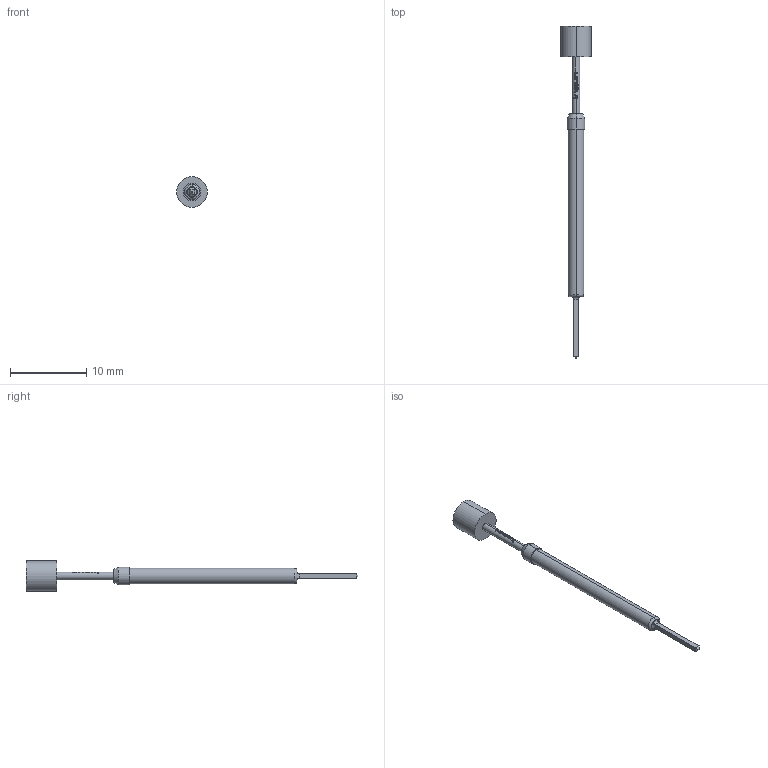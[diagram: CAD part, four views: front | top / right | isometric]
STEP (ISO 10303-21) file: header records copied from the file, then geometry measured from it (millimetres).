
FILE_DESCRIPTION (( 'STEP AP203' ), '1' );
FILE_NAME ('INGUN_GKS-102_250_400_P_xx02_W.STEP', '2021-11-02T09:13:17', ( 'ochi' ), ( '' ), 'SwSTEP 2.0', 'SolidWorks 2018', '' );
FILE_SCHEMA (( 'CONFIG_CONTROL_DESIGN' ));
Length unit declared in the file: millimetre
Products named in the file (1): INGUN_GKS-102_250_400_P_xx02_W
Bounding box: 4 x 43.5 x 4 mm (x, y, z)
Volume: 136.1 mm3; surface area: 275.3 mm2
Topology: 1 solids, 1 shells, 122 faces, 324 edges, 208 vertices
Faces by surface type: plane 57, cylinder 31, bspline 30, torus 2, cone 2
Entity records: 4891 total; most frequent: CARTESIAN_POINT 2337, ORIENTED_EDGE 648, EDGE_CURVE 324, DIRECTION 306, B_SPLINE_CURVE_WITH_KNOTS 234, VERTEX_POINT 208, AXIS2_PLACEMENT_3D 127, EDGE_LOOP 126
